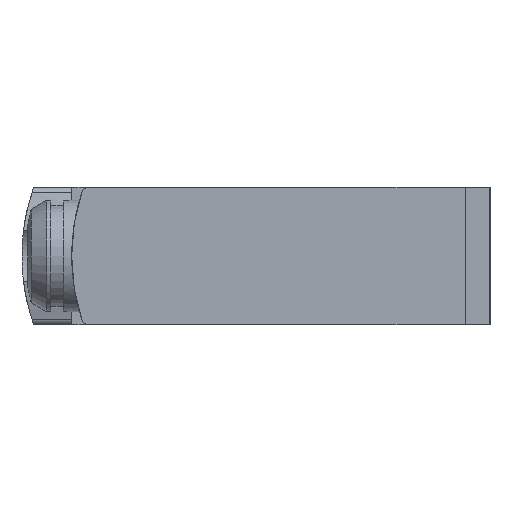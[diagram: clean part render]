
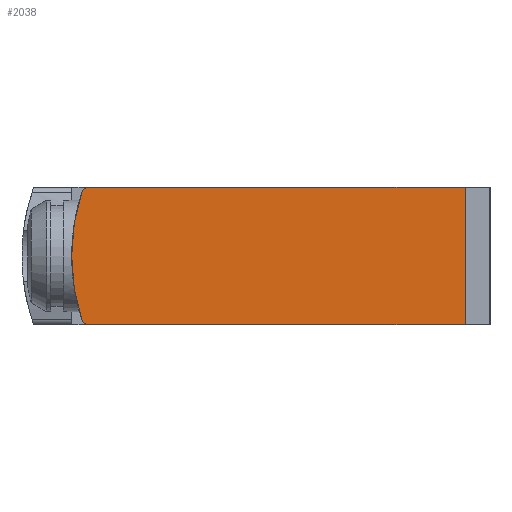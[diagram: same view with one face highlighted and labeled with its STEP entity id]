
A CAD part, left-side view. The second image highlights one B-rep face of the part: STEP entity #2038.
In plain terms, the highlighted planar face has unit normal (-1, 0, 0).
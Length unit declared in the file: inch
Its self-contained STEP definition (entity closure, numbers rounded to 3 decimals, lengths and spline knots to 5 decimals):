
#8 = FACE_OUTER_BOUND ( 'NONE', #273, .T. ) ;
#78 = CARTESIAN_POINT ( 'NONE',  ( -1.60236, 1.14505, -0.19552 ) ) ;
#90 = DIRECTION ( 'NONE',  ( 0., -1., 0. ) ) ;
#171 = CIRCLE ( 'NONE', #1920, 0.01969 ) ;
#191 = VERTEX_POINT ( 'NONE', #78 ) ;
#273 = EDGE_LOOP ( 'NONE', ( #2838, #2235, #4735, #2252, #4474, #4007 ) ) ;
#515 = AXIS2_PLACEMENT_3D ( 'NONE', #4415, #2226, #2260 ) ;
#586 = EDGE_CURVE ( 'NONE', #3306, #191, #4667, .T. ) ;
#627 = VECTOR ( 'NONE', #90, 39.37008 ) ;
#640 = VERTEX_POINT ( 'NONE', #4375 ) ;
#670 = DIRECTION ( 'NONE',  ( -1., 0., 0. ) ) ;
#850 = CARTESIAN_POINT ( 'NONE',  ( -1.60236, 0.07087, 0.19552 ) ) ;
#985 = AXIS2_PLACEMENT_3D ( 'NONE', #3330, #4451, #3347 ) ;
#1134 = VERTEX_POINT ( 'NONE', #1356 ) ;
#1135 = DIRECTION ( 'NONE',  ( 1., 0., 0. ) ) ;
#1356 = CARTESIAN_POINT ( 'NONE',  ( -1.60236, 1.16378, -0.18189 ) ) ;
#1694 = CARTESIAN_POINT ( 'NONE',  ( -1.60236, 0.07087, -0.19552 ) ) ;
#1778 = CARTESIAN_POINT ( 'NONE',  ( -1.60236, 1.19249, -0.19552 ) ) ;
#1853 = EDGE_CURVE ( 'NONE', #3026, #1134, #2726, .T. ) ;
#1863 = CARTESIAN_POINT ( 'NONE',  ( -1.60236, 1.16378, 0.18189 ) ) ;
#1907 = PLANE ( 'NONE',  #2468 ) ;
#1920 = AXIS2_PLACEMENT_3D ( 'NONE', #4710, #670, #4323 ) ;
#2038 = ADVANCED_FACE ( 'NONE', ( #8 ), #1907, .F. ) ;
#2210 = DIRECTION ( 'NONE',  ( 0., 0., 1. ) ) ;
#2226 = DIRECTION ( 'NONE',  ( -1., 0., 0. ) ) ;
#2235 = ORIENTED_EDGE ( 'NONE', *, *, #1853, .T. ) ;
#2252 = ORIENTED_EDGE ( 'NONE', *, *, #586, .F. ) ;
#2260 = DIRECTION ( 'NONE',  ( 0., 0., 1. ) ) ;
#2270 = CARTESIAN_POINT ( 'NONE',  ( -1.60236, 0., 0.19552 ) ) ;
#2429 = VECTOR ( 'NONE', #2210, 39.37008 ) ;
#2468 = AXIS2_PLACEMENT_3D ( 'NONE', #2977, #1135, #3985 ) ;
#2585 = LINE ( 'NONE', #2270, #627 ) ;
#2726 = CIRCLE ( 'NONE', #985, 0.59055 ) ;
#2838 = ORIENTED_EDGE ( 'NONE', *, *, #2956, .T. ) ;
#2892 = EDGE_CURVE ( 'NONE', #1134, #191, #171, .T. ) ;
#2956 = EDGE_CURVE ( 'NONE', #640, #3026, #4725, .T. ) ;
#2977 = CARTESIAN_POINT ( 'NONE',  ( -1.60236, 0., 0. ) ) ;
#3026 = VERTEX_POINT ( 'NONE', #1863 ) ;
#3306 = VERTEX_POINT ( 'NONE', #1694 ) ;
#3330 = CARTESIAN_POINT ( 'NONE',  ( -1.60236, 0.60194, 0. ) ) ;
#3347 = DIRECTION ( 'NONE',  ( 0., 0., 1. ) ) ;
#3389 = LINE ( 'NONE', #3955, #2429 ) ;
#3574 = VERTEX_POINT ( 'NONE', #850 ) ;
#3851 = EDGE_CURVE ( 'NONE', #3306, #3574, #3389, .T. ) ;
#3955 = CARTESIAN_POINT ( 'NONE',  ( -1.60236, 0.07087, -0.19552 ) ) ;
#3966 = VECTOR ( 'NONE', #4314, 39.37008 ) ;
#3985 = DIRECTION ( 'NONE',  ( 0., 0., 1. ) ) ;
#4007 = ORIENTED_EDGE ( 'NONE', *, *, #4656, .F. ) ;
#4314 = DIRECTION ( 'NONE',  ( 0., 1., 0. ) ) ;
#4323 = DIRECTION ( 'NONE',  ( 0., 0., 1. ) ) ;
#4375 = CARTESIAN_POINT ( 'NONE',  ( -1.60236, 1.14505, 0.19552 ) ) ;
#4415 = CARTESIAN_POINT ( 'NONE',  ( -1.60236, 1.14505, 0.17583 ) ) ;
#4451 = DIRECTION ( 'NONE',  ( -1., 0., 0. ) ) ;
#4474 = ORIENTED_EDGE ( 'NONE', *, *, #3851, .T. ) ;
#4656 = EDGE_CURVE ( 'NONE', #640, #3574, #2585, .T. ) ;
#4667 = LINE ( 'NONE', #1778, #3966 ) ;
#4710 = CARTESIAN_POINT ( 'NONE',  ( -1.60236, 1.14505, -0.17583 ) ) ;
#4725 = CIRCLE ( 'NONE', #515, 0.01969 ) ;
#4735 = ORIENTED_EDGE ( 'NONE', *, *, #2892, .T. ) ;
